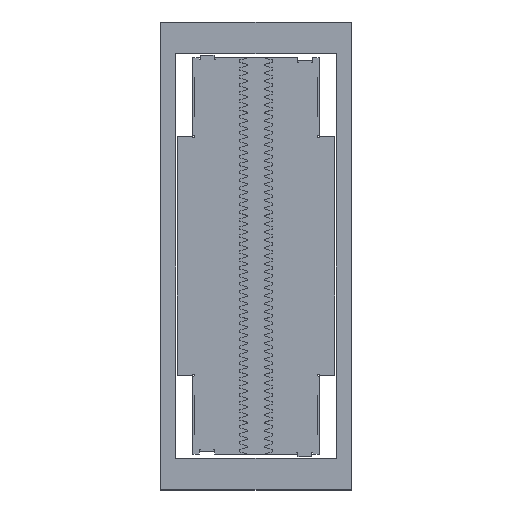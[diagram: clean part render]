
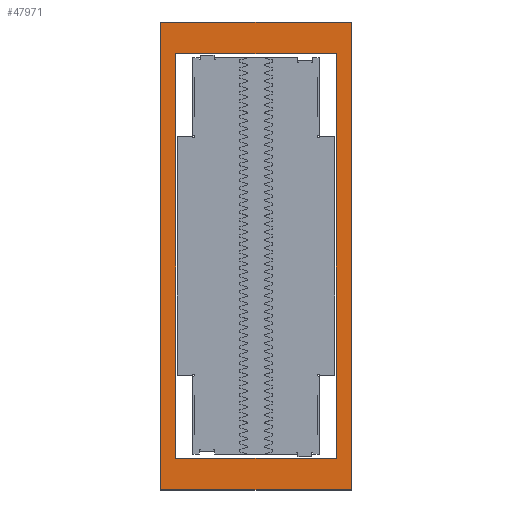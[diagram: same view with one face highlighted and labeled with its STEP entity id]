
A CAD part, top view. The second image highlights one B-rep face of the part: STEP entity #47971.
In plain terms, the highlighted planar face has unit normal (0, 0, 1).
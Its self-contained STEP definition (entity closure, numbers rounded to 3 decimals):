
#47971 = ADVANCED_FACE('',(#47972,#48091),#47986,.T.);
#47972 = FACE_BOUND('',#47973,.T.);
#47973 = EDGE_LOOP('',(#47974,#48009,#48037,#48065));
#47974 = ORIENTED_EDGE('',*,*,#47975,.T.);
#47975 = EDGE_CURVE('',#47976,#47978,#47980,.T.);
#47976 = VERTEX_POINT('',#47977);
#47977 = CARTESIAN_POINT('',(16.2,40.7,-4.2));
#47978 = VERTEX_POINT('',#47979);
#47979 = CARTESIAN_POINT('',(16.2,-40.7,-4.2));
#47980 = SURFACE_CURVE('',#47981,(#47985,#47997),.PCURVE_S1.);
#47981 = LINE('',#47982,#47983);
#47982 = CARTESIAN_POINT('',(16.2,40.7,-4.2));
#47983 = VECTOR('',#47984,1.);
#47984 = DIRECTION('',(0.,-1.,0.));
#47985 = PCURVE('',#47986,#47991);
#47986 = PLANE('',#47987);
#47987 = AXIS2_PLACEMENT_3D('',#47988,#47989,#47990);
#47988 = CARTESIAN_POINT('',(19.2,40.,-4.2));
#47989 = DIRECTION('',(0.,0.,1.));
#47990 = DIRECTION('',(0.,1.,0.));
#47991 = DEFINITIONAL_REPRESENTATION('',(#47992),#47996);
#47992 = LINE('',#47993,#47994);
#47993 = CARTESIAN_POINT('',(0.7,3.));
#47994 = VECTOR('',#47995,1.);
#47995 = DIRECTION('',(-1.,0.));
#47996 = ( GEOMETRIC_REPRESENTATION_CONTEXT(2) 
PARAMETRIC_REPRESENTATION_CONTEXT() REPRESENTATION_CONTEXT('2D SPACE',''
  ) );
#47997 = PCURVE('',#47998,#48003);
#47998 = PLANE('',#47999);
#47999 = AXIS2_PLACEMENT_3D('',#48000,#48001,#48002);
#48000 = CARTESIAN_POINT('',(16.2,40.,-6.6));
#48001 = DIRECTION('',(-1.,0.,0.));
#48002 = DIRECTION('',(0.,0.,1.));
#48003 = DEFINITIONAL_REPRESENTATION('',(#48004),#48008);
#48004 = LINE('',#48005,#48006);
#48005 = CARTESIAN_POINT('',(2.4,0.7));
#48006 = VECTOR('',#48007,1.);
#48007 = DIRECTION('',(0.,-1.));
#48008 = ( GEOMETRIC_REPRESENTATION_CONTEXT(2) 
PARAMETRIC_REPRESENTATION_CONTEXT() REPRESENTATION_CONTEXT('2D SPACE',''
  ) );
#48009 = ORIENTED_EDGE('',*,*,#48010,.F.);
#48010 = EDGE_CURVE('',#48011,#47978,#48013,.T.);
#48011 = VERTEX_POINT('',#48012);
#48012 = CARTESIAN_POINT('',(-16.2,-40.7,-4.2));
#48013 = SURFACE_CURVE('',#48014,(#48018,#48025),.PCURVE_S1.);
#48014 = LINE('',#48015,#48016);
#48015 = CARTESIAN_POINT('',(-16.2,-40.7,-4.2));
#48016 = VECTOR('',#48017,1.);
#48017 = DIRECTION('',(1.,0.,0.));
#48018 = PCURVE('',#47986,#48019);
#48019 = DEFINITIONAL_REPRESENTATION('',(#48020),#48024);
#48020 = LINE('',#48021,#48022);
#48021 = CARTESIAN_POINT('',(-80.7,35.4));
#48022 = VECTOR('',#48023,1.);
#48023 = DIRECTION('',(0.,-1.));
#48024 = ( GEOMETRIC_REPRESENTATION_CONTEXT(2) 
PARAMETRIC_REPRESENTATION_CONTEXT() REPRESENTATION_CONTEXT('2D SPACE',''
  ) );
#48025 = PCURVE('',#48026,#48031);
#48026 = PLANE('',#48027);
#48027 = AXIS2_PLACEMENT_3D('',#48028,#48029,#48030);
#48028 = CARTESIAN_POINT('',(-16.2,-40.7,-6.6));
#48029 = DIRECTION('',(0.,-1.,0.));
#48030 = DIRECTION('',(0.,0.,1.));
#48031 = DEFINITIONAL_REPRESENTATION('',(#48032),#48036);
#48032 = LINE('',#48033,#48034);
#48033 = CARTESIAN_POINT('',(2.4,0.));
#48034 = VECTOR('',#48035,1.);
#48035 = DIRECTION('',(0.,-1.));
#48036 = ( GEOMETRIC_REPRESENTATION_CONTEXT(2) 
PARAMETRIC_REPRESENTATION_CONTEXT() REPRESENTATION_CONTEXT('2D SPACE',''
  ) );
#48037 = ORIENTED_EDGE('',*,*,#48038,.T.);
#48038 = EDGE_CURVE('',#48011,#48039,#48041,.T.);
#48039 = VERTEX_POINT('',#48040);
#48040 = CARTESIAN_POINT('',(-16.2,40.7,-4.2));
#48041 = SURFACE_CURVE('',#48042,(#48046,#48053),.PCURVE_S1.);
#48042 = LINE('',#48043,#48044);
#48043 = CARTESIAN_POINT('',(-16.2,-40.7,-4.2));
#48044 = VECTOR('',#48045,1.);
#48045 = DIRECTION('',(0.,1.,0.));
#48046 = PCURVE('',#47986,#48047);
#48047 = DEFINITIONAL_REPRESENTATION('',(#48048),#48052);
#48048 = LINE('',#48049,#48050);
#48049 = CARTESIAN_POINT('',(-80.7,35.4));
#48050 = VECTOR('',#48051,1.);
#48051 = DIRECTION('',(1.,0.));
#48052 = ( GEOMETRIC_REPRESENTATION_CONTEXT(2) 
PARAMETRIC_REPRESENTATION_CONTEXT() REPRESENTATION_CONTEXT('2D SPACE',''
  ) );
#48053 = PCURVE('',#48054,#48059);
#48054 = PLANE('',#48055);
#48055 = AXIS2_PLACEMENT_3D('',#48056,#48057,#48058);
#48056 = CARTESIAN_POINT('',(-16.2,40.,-6.6));
#48057 = DIRECTION('',(-1.,0.,0.));
#48058 = DIRECTION('',(0.,0.,1.));
#48059 = DEFINITIONAL_REPRESENTATION('',(#48060),#48064);
#48060 = LINE('',#48061,#48062);
#48061 = CARTESIAN_POINT('',(2.4,-80.7));
#48062 = VECTOR('',#48063,1.);
#48063 = DIRECTION('',(0.,1.));
#48064 = ( GEOMETRIC_REPRESENTATION_CONTEXT(2) 
PARAMETRIC_REPRESENTATION_CONTEXT() REPRESENTATION_CONTEXT('2D SPACE',''
  ) );
#48065 = ORIENTED_EDGE('',*,*,#48066,.F.);
#48066 = EDGE_CURVE('',#47976,#48039,#48067,.T.);
#48067 = SURFACE_CURVE('',#48068,(#48072,#48079),.PCURVE_S1.);
#48068 = LINE('',#48069,#48070);
#48069 = CARTESIAN_POINT('',(16.2,40.7,-4.2));
#48070 = VECTOR('',#48071,1.);
#48071 = DIRECTION('',(-1.,0.,0.));
#48072 = PCURVE('',#47986,#48073);
#48073 = DEFINITIONAL_REPRESENTATION('',(#48074),#48078);
#48074 = LINE('',#48075,#48076);
#48075 = CARTESIAN_POINT('',(0.7,3.));
#48076 = VECTOR('',#48077,1.);
#48077 = DIRECTION('',(0.,1.));
#48078 = ( GEOMETRIC_REPRESENTATION_CONTEXT(2) 
PARAMETRIC_REPRESENTATION_CONTEXT() REPRESENTATION_CONTEXT('2D SPACE',''
  ) );
#48079 = PCURVE('',#48080,#48085);
#48080 = PLANE('',#48081);
#48081 = AXIS2_PLACEMENT_3D('',#48082,#48083,#48084);
#48082 = CARTESIAN_POINT('',(16.2,40.7,-6.6));
#48083 = DIRECTION('',(0.,1.,0.));
#48084 = DIRECTION('',(0.,0.,1.));
#48085 = DEFINITIONAL_REPRESENTATION('',(#48086),#48090);
#48086 = LINE('',#48087,#48088);
#48087 = CARTESIAN_POINT('',(2.4,0.));
#48088 = VECTOR('',#48089,1.);
#48089 = DIRECTION('',(0.,-1.));
#48090 = ( GEOMETRIC_REPRESENTATION_CONTEXT(2) 
PARAMETRIC_REPRESENTATION_CONTEXT() REPRESENTATION_CONTEXT('2D SPACE',''
  ) );
#48091 = FACE_BOUND('',#48092,.T.);
#48092 = EDGE_LOOP('',(#48093,#48123,#48151,#48179));
#48093 = ORIENTED_EDGE('',*,*,#48094,.T.);
#48094 = EDGE_CURVE('',#48095,#48097,#48099,.T.);
#48095 = VERTEX_POINT('',#48096);
#48096 = CARTESIAN_POINT('',(-19.2,47.1,-4.2));
#48097 = VERTEX_POINT('',#48098);
#48098 = CARTESIAN_POINT('',(-19.2,-47.1,-4.2));
#48099 = SURFACE_CURVE('',#48100,(#48104,#48111),.PCURVE_S1.);
#48100 = LINE('',#48101,#48102);
#48101 = CARTESIAN_POINT('',(-19.2,47.1,-4.2));
#48102 = VECTOR('',#48103,1.);
#48103 = DIRECTION('',(0.,-1.,0.));
#48104 = PCURVE('',#47986,#48105);
#48105 = DEFINITIONAL_REPRESENTATION('',(#48106),#48110);
#48106 = LINE('',#48107,#48108);
#48107 = CARTESIAN_POINT('',(7.1,38.4));
#48108 = VECTOR('',#48109,1.);
#48109 = DIRECTION('',(-1.,0.));
#48110 = ( GEOMETRIC_REPRESENTATION_CONTEXT(2) 
PARAMETRIC_REPRESENTATION_CONTEXT() REPRESENTATION_CONTEXT('2D SPACE',''
  ) );
#48111 = PCURVE('',#48112,#48117);
#48112 = PLANE('',#48113);
#48113 = AXIS2_PLACEMENT_3D('',#48114,#48115,#48116);
#48114 = CARTESIAN_POINT('',(-19.2,40.,-6.6));
#48115 = DIRECTION('',(-1.,0.,0.));
#48116 = DIRECTION('',(0.,0.,1.));
#48117 = DEFINITIONAL_REPRESENTATION('',(#48118),#48122);
#48118 = LINE('',#48119,#48120);
#48119 = CARTESIAN_POINT('',(2.4,7.1));
#48120 = VECTOR('',#48121,1.);
#48121 = DIRECTION('',(0.,-1.));
#48122 = ( GEOMETRIC_REPRESENTATION_CONTEXT(2) 
PARAMETRIC_REPRESENTATION_CONTEXT() REPRESENTATION_CONTEXT('2D SPACE',''
  ) );
#48123 = ORIENTED_EDGE('',*,*,#48124,.T.);
#48124 = EDGE_CURVE('',#48097,#48125,#48127,.T.);
#48125 = VERTEX_POINT('',#48126);
#48126 = CARTESIAN_POINT('',(19.2,-47.1,-4.2));
#48127 = SURFACE_CURVE('',#48128,(#48132,#48139),.PCURVE_S1.);
#48128 = LINE('',#48129,#48130);
#48129 = CARTESIAN_POINT('',(-19.2,-47.1,-4.2));
#48130 = VECTOR('',#48131,1.);
#48131 = DIRECTION('',(1.,0.,0.));
#48132 = PCURVE('',#47986,#48133);
#48133 = DEFINITIONAL_REPRESENTATION('',(#48134),#48138);
#48134 = LINE('',#48135,#48136);
#48135 = CARTESIAN_POINT('',(-87.1,38.4));
#48136 = VECTOR('',#48137,1.);
#48137 = DIRECTION('',(0.,-1.));
#48138 = ( GEOMETRIC_REPRESENTATION_CONTEXT(2) 
PARAMETRIC_REPRESENTATION_CONTEXT() REPRESENTATION_CONTEXT('2D SPACE',''
  ) );
#48139 = PCURVE('',#48140,#48145);
#48140 = PLANE('',#48141);
#48141 = AXIS2_PLACEMENT_3D('',#48142,#48143,#48144);
#48142 = CARTESIAN_POINT('',(-19.2,-47.1,-6.6));
#48143 = DIRECTION('',(0.,-1.,0.));
#48144 = DIRECTION('',(0.,0.,1.));
#48145 = DEFINITIONAL_REPRESENTATION('',(#48146),#48150);
#48146 = LINE('',#48147,#48148);
#48147 = CARTESIAN_POINT('',(2.4,0.));
#48148 = VECTOR('',#48149,1.);
#48149 = DIRECTION('',(0.,-1.));
#48150 = ( GEOMETRIC_REPRESENTATION_CONTEXT(2) 
PARAMETRIC_REPRESENTATION_CONTEXT() REPRESENTATION_CONTEXT('2D SPACE',''
  ) );
#48151 = ORIENTED_EDGE('',*,*,#48152,.T.);
#48152 = EDGE_CURVE('',#48125,#48153,#48155,.T.);
#48153 = VERTEX_POINT('',#48154);
#48154 = CARTESIAN_POINT('',(19.2,47.1,-4.2));
#48155 = SURFACE_CURVE('',#48156,(#48160,#48167),.PCURVE_S1.);
#48156 = LINE('',#48157,#48158);
#48157 = CARTESIAN_POINT('',(19.2,-47.1,-4.2));
#48158 = VECTOR('',#48159,1.);
#48159 = DIRECTION('',(0.,1.,0.));
#48160 = PCURVE('',#47986,#48161);
#48161 = DEFINITIONAL_REPRESENTATION('',(#48162),#48166);
#48162 = LINE('',#48163,#48164);
#48163 = CARTESIAN_POINT('',(-87.1,0.));
#48164 = VECTOR('',#48165,1.);
#48165 = DIRECTION('',(1.,0.));
#48166 = ( GEOMETRIC_REPRESENTATION_CONTEXT(2) 
PARAMETRIC_REPRESENTATION_CONTEXT() REPRESENTATION_CONTEXT('2D SPACE',''
  ) );
#48167 = PCURVE('',#48168,#48173);
#48168 = PLANE('',#48169);
#48169 = AXIS2_PLACEMENT_3D('',#48170,#48171,#48172);
#48170 = CARTESIAN_POINT('',(19.2,40.,-6.6));
#48171 = DIRECTION('',(-1.,0.,0.));
#48172 = DIRECTION('',(0.,0.,1.));
#48173 = DEFINITIONAL_REPRESENTATION('',(#48174),#48178);
#48174 = LINE('',#48175,#48176);
#48175 = CARTESIAN_POINT('',(2.4,-87.1));
#48176 = VECTOR('',#48177,1.);
#48177 = DIRECTION('',(0.,1.));
#48178 = ( GEOMETRIC_REPRESENTATION_CONTEXT(2) 
PARAMETRIC_REPRESENTATION_CONTEXT() REPRESENTATION_CONTEXT('2D SPACE',''
  ) );
#48179 = ORIENTED_EDGE('',*,*,#48180,.T.);
#48180 = EDGE_CURVE('',#48153,#48095,#48181,.T.);
#48181 = SURFACE_CURVE('',#48182,(#48186,#48193),.PCURVE_S1.);
#48182 = LINE('',#48183,#48184);
#48183 = CARTESIAN_POINT('',(19.2,47.1,-4.2));
#48184 = VECTOR('',#48185,1.);
#48185 = DIRECTION('',(-1.,0.,0.));
#48186 = PCURVE('',#47986,#48187);
#48187 = DEFINITIONAL_REPRESENTATION('',(#48188),#48192);
#48188 = LINE('',#48189,#48190);
#48189 = CARTESIAN_POINT('',(7.1,0.));
#48190 = VECTOR('',#48191,1.);
#48191 = DIRECTION('',(0.,1.));
#48192 = ( GEOMETRIC_REPRESENTATION_CONTEXT(2) 
PARAMETRIC_REPRESENTATION_CONTEXT() REPRESENTATION_CONTEXT('2D SPACE',''
  ) );
#48193 = PCURVE('',#48194,#48199);
#48194 = PLANE('',#48195);
#48195 = AXIS2_PLACEMENT_3D('',#48196,#48197,#48198);
#48196 = CARTESIAN_POINT('',(19.2,47.1,-6.6));
#48197 = DIRECTION('',(0.,1.,0.));
#48198 = DIRECTION('',(0.,0.,1.));
#48199 = DEFINITIONAL_REPRESENTATION('',(#48200),#48204);
#48200 = LINE('',#48201,#48202);
#48201 = CARTESIAN_POINT('',(2.4,0.));
#48202 = VECTOR('',#48203,1.);
#48203 = DIRECTION('',(0.,-1.));
#48204 = ( GEOMETRIC_REPRESENTATION_CONTEXT(2) 
PARAMETRIC_REPRESENTATION_CONTEXT() REPRESENTATION_CONTEXT('2D SPACE',''
  ) );
